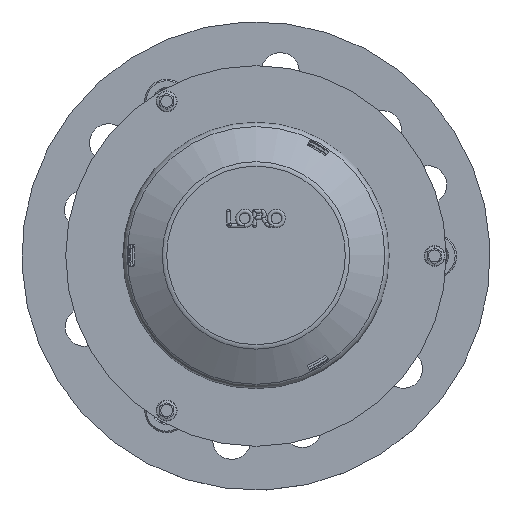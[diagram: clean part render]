
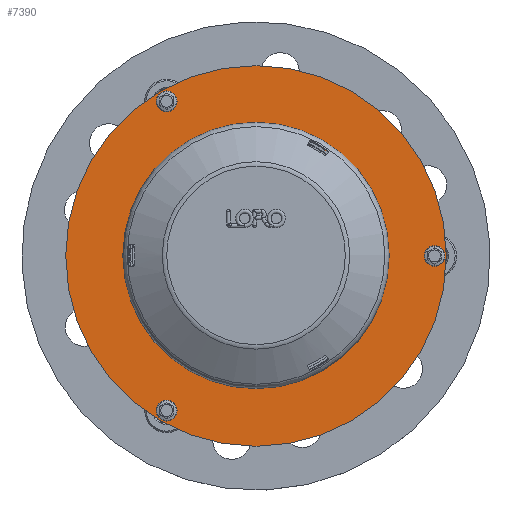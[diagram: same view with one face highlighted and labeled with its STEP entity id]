
A CAD part, top view. The second image highlights one B-rep face of the part: STEP entity #7390.
In plain terms, the highlighted planar face has unit normal (0, 0, 1).
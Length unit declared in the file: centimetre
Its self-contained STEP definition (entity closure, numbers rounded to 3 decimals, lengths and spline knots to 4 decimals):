
#191=FACE_BOUND('',#1348,.T.);
#192=FACE_BOUND('',#1349,.T.);
#193=FACE_BOUND('',#1350,.T.);
#194=FACE_BOUND('',#1351,.T.);
#386=PLANE('',#9622);
#840=FACE_OUTER_BOUND('',#1347,.T.);
#1347=EDGE_LOOP('',(#5194));
#1348=EDGE_LOOP('',(#5195));
#1349=EDGE_LOOP('',(#5196));
#1350=EDGE_LOOP('',(#5197));
#1351=EDGE_LOOP('',(#5198));
#1973=CIRCLE('',#9608,4.);
#1975=CIRCLE('',#9611,84.5);
#1977=CIRCLE('',#9614,4.);
#1979=CIRCLE('',#9617,4.);
#1981=CIRCLE('',#9620,130.);
#2535=VERTEX_POINT('',#13960);
#2537=VERTEX_POINT('',#13966);
#2539=VERTEX_POINT('',#13972);
#2541=VERTEX_POINT('',#13978);
#2543=VERTEX_POINT('',#13984);
#3529=EDGE_CURVE('',#2535,#2535,#1973,.T.);
#3532=EDGE_CURVE('',#2537,#2537,#1975,.T.);
#3535=EDGE_CURVE('',#2539,#2539,#1977,.T.);
#3538=EDGE_CURVE('',#2541,#2541,#1979,.T.);
#3541=EDGE_CURVE('',#2543,#2543,#1981,.T.);
#5194=ORIENTED_EDGE('',*,*,#3541,.T.);
#5195=ORIENTED_EDGE('',*,*,#3532,.F.);
#5196=ORIENTED_EDGE('',*,*,#3538,.T.);
#5197=ORIENTED_EDGE('',*,*,#3535,.T.);
#5198=ORIENTED_EDGE('',*,*,#3529,.T.);
#7390=ADVANCED_FACE('',(#840,#191,#192,#193,#194),#386,.T.);
#9608=AXIS2_PLACEMENT_3D('',#13962,#11000,#11001);
#9611=AXIS2_PLACEMENT_3D('',#13968,#11007,#11008);
#9614=AXIS2_PLACEMENT_3D('',#13974,#11014,#11015);
#9617=AXIS2_PLACEMENT_3D('',#13980,#11021,#11022);
#9620=AXIS2_PLACEMENT_3D('',#13986,#11028,#11029);
#9622=AXIS2_PLACEMENT_3D('',#13988,#11032,#11033);
#11000=DIRECTION('center_axis',(0.,0.,
-1.));
#11001=DIRECTION('ref_axis',(0.,-1.,0.));
#11007=DIRECTION('center_axis',(0.,0.,1.));
#11008=DIRECTION('ref_axis',(0.,1.,0.));
#11014=DIRECTION('center_axis',(0.,0.,
-1.));
#11015=DIRECTION('ref_axis',(0.,1.,0.));
#11021=DIRECTION('center_axis',(0.,0.,
-1.));
#11022=DIRECTION('ref_axis',(0.,1.,0.));
#11028=DIRECTION('center_axis',(0.,0.,
1.));
#11029=DIRECTION('ref_axis',(0.,1.,0.));
#11032=DIRECTION('center_axis',(0.,0.,
1.));
#11033=DIRECTION('ref_axis',(1.,0.,0.));
#13960=CARTESIAN_POINT('',(-61.,-101.6551,25.5));
#13962=CARTESIAN_POINT('Origin',(-61.,-105.6551,25.5));
#13966=CARTESIAN_POINT('',(0.,-84.5,25.5));
#13968=CARTESIAN_POINT('Origin',(0.,0.,
25.5));
#13972=CARTESIAN_POINT('',(122.,-4.,25.5));
#13974=CARTESIAN_POINT('Origin',(122.,0.,25.5));
#13978=CARTESIAN_POINT('',(-61.,101.6551,25.5));
#13980=CARTESIAN_POINT('Origin',(-61.,105.6551,25.5));
#13984=CARTESIAN_POINT('',(0.,-130.,25.5));
#13986=CARTESIAN_POINT('Origin',(0.,0.,
25.5));
#13988=CARTESIAN_POINT('Origin',(0.,0.,
25.5));
